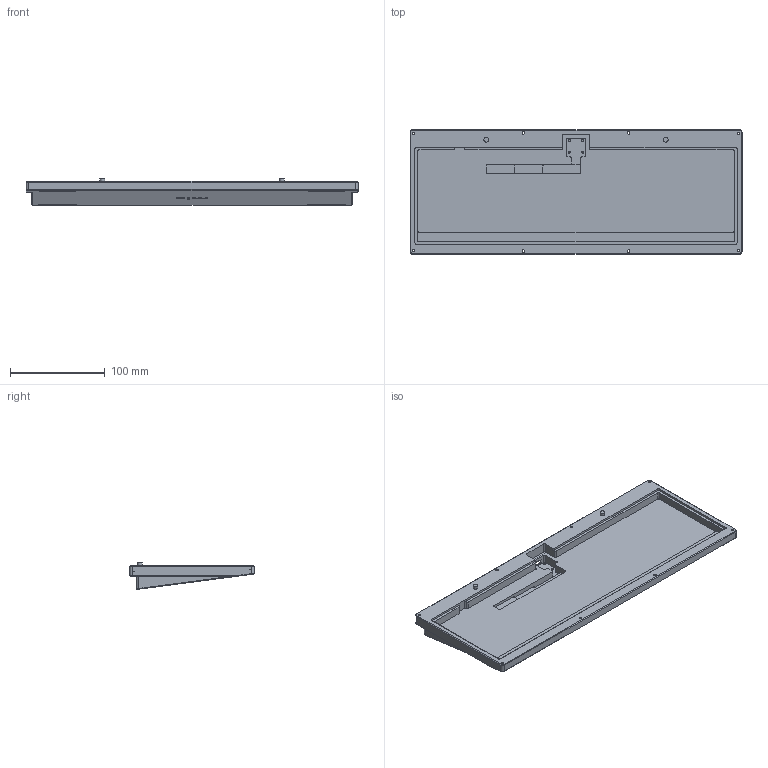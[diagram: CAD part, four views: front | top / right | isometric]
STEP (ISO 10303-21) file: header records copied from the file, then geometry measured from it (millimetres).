
FILE_DESCRIPTION(/* description */ (''),/* implementation_level */ '2;1');
FILE_NAME(/* name */ 'MiaBottomCase.step',/* time_stamp */ '2022-11-03T12:52:49-07:00',/* author */ (''),/* organization */ (''),/* preprocessor_version */ 'ST-DEVELOPER v19.2',/* originating_system */ 'Autodesk Translation Framework v11.17.0.187',/* authorisation */ '');
FILE_SCHEMA (('AUTOMOTIVE_DESIGN { 1 0 10303 214 3 1 1 }'));
Length unit declared in the file: millimetre
Products named in the file (1): BottomCase
Bounding box: 351.32 x 132.2 x 28.39 mm (x, y, z)
Volume: 416439 mm3; surface area: 121229.4 mm2
Topology: 1 solids, 1 shells, 389 faces, 1060 edges, 699 vertices
Faces by surface type: bspline 142, plane 137, cylinder 104, cone 6
Full cylindrical faces by diameter (mm): 2 x4, 2.75 x8, 5 x10
Entity records: 12886 total; most frequent: CARTESIAN_POINT 3789, ORIENTED_EDGE 2120, DIRECTION 1464, EDGE_CURVE 1060, VERTEX_POINT 699, LINE 548, VECTOR 548, AXIS2_PLACEMENT_3D 458
